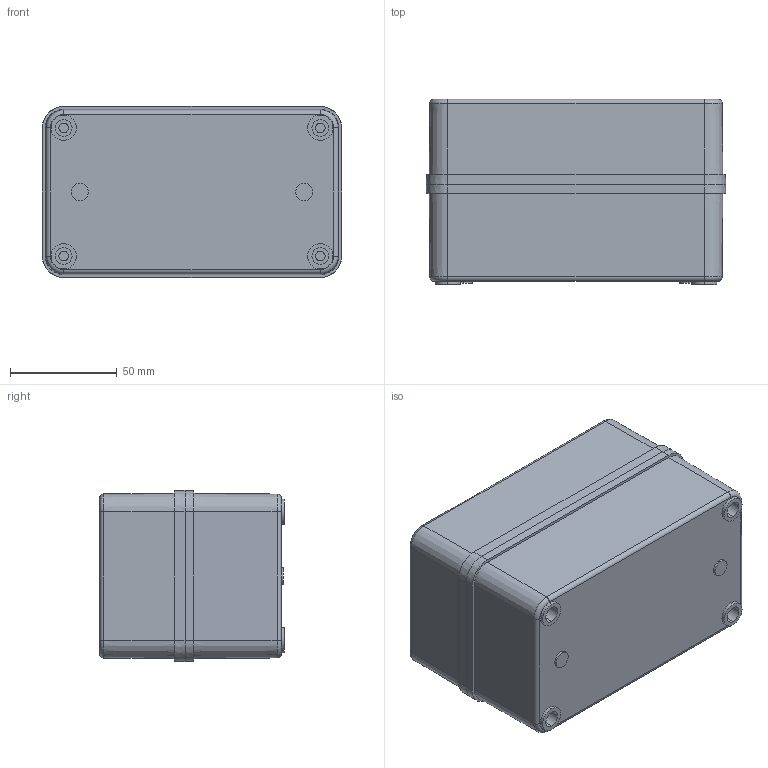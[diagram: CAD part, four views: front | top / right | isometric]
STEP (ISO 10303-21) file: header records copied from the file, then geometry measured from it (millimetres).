
FILE_DESCRIPTION (( 'STEP AP214' ), '1' );
FILE_NAME ('8784006_FIBOX_Piccolo_ABS_C85T.STEP', '2023-02-15T13:43:04', ( 'fiboxadmin' ), ( '' ), 'SwSTEP 2.0', 'SolidWorks 2021', '' );
FILE_SCHEMA (( 'AUTOMOTIVE_DESIGN' ));
Length unit declared in the file: millimetre
Products named in the file (4): Fibox_Piccolo_C40C; Fibox_Piccolo_C45B; S-40_Piccolo_Cover_Screw_long; 8784006_FIBOX_Piccolo_ABS_C85T
Assembly tree (6 placements, depth 2):
  8784006_FIBOX_Piccolo_ABS_C85T
    Fibox_Piccolo_C45B
    Fibox_Piccolo_C40C
    S-40_Piccolo_Cover_Screw_long  x4
Bounding box: 140 x 86.5 x 80 mm (x, y, z)
Volume: 191649.4 mm3; surface area: 128098.1 mm2
Topology: 6 solids, 6 shells, 525 faces, 1325 edges, 870 vertices
Faces by surface type: plane 273, cylinder 180, cone 40, torus 32
Entity records: 11345 total; most frequent: DIRECTION 1993, CARTESIAN_POINT 1971, ORIENTED_EDGE 1858, EDGE_CURVE 929, AXIS2_PLACEMENT_3D 698, VERTEX_POINT 612, VECTOR 597, LINE 597
